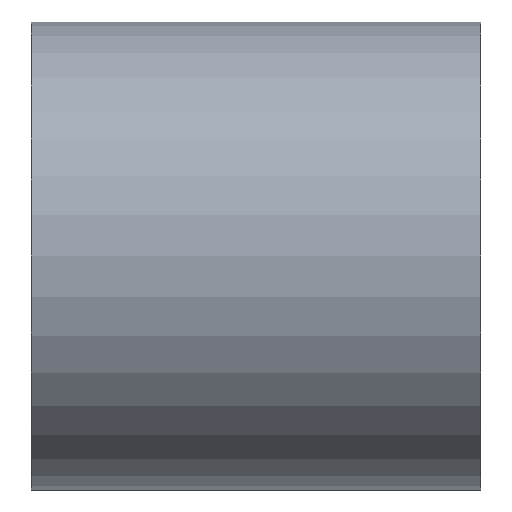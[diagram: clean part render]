
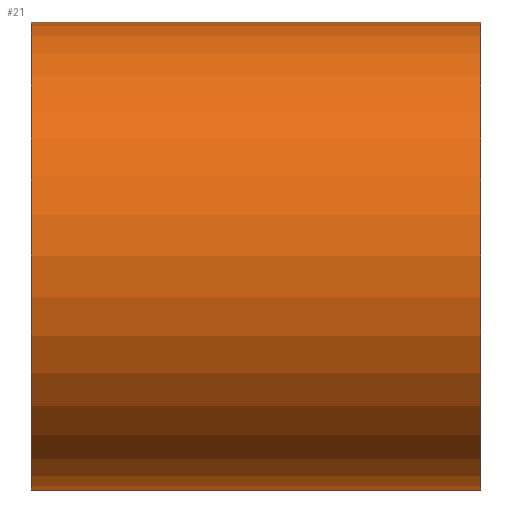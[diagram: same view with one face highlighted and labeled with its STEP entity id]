
A CAD part, left-side view. The second image highlights one B-rep face of the part: STEP entity #21.
In plain terms, the highlighted cylindrical face has radius 19 mm (diameter 38 mm), a partial arc.
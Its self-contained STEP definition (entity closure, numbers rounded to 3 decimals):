
#11 = CYLINDRICAL_SURFACE ( 'NONE', #20, 19. ) ;
#16 = LINE ( 'NONE', #179, #111 ) ;
#20 = AXIS2_PLACEMENT_3D ( 'NONE', #169, #108, #207 ) ;
#21 = ADVANCED_FACE ( 'NONE', ( #109 ), #11, .T. ) ;
#31 = CIRCLE ( 'NONE', #203, 19. ) ;
#36 = EDGE_CURVE ( 'NONE', #60, #114, #31, .T. ) ;
#42 = EDGE_CURVE ( 'NONE', #60, #209, #149, .T. ) ;
#51 = CARTESIAN_POINT ( 'NONE',  ( 0., 36.5, 19. ) ) ;
#55 = CARTESIAN_POINT ( 'NONE',  ( 0., 0., -19. ) ) ;
#60 = VERTEX_POINT ( 'NONE', #180 ) ;
#62 = CARTESIAN_POINT ( 'NONE',  ( 0., 36.5, 0. ) ) ;
#65 = EDGE_LOOP ( 'NONE', ( #130, #141, #76, #90 ) ) ;
#68 = DIRECTION ( 'NONE',  ( 0., -1., 0. ) ) ;
#69 = CARTESIAN_POINT ( 'NONE',  ( 0., 0., 19. ) ) ;
#76 = ORIENTED_EDGE ( 'NONE', *, *, #42, .T. ) ;
#79 = CIRCLE ( 'NONE', #138, 19. ) ;
#82 = DIRECTION ( 'NONE',  ( 0., -1., 0. ) ) ;
#90 = ORIENTED_EDGE ( 'NONE', *, *, #101, .T. ) ;
#93 = VECTOR ( 'NONE', #82, 1000. ) ;
#101 = EDGE_CURVE ( 'NONE', #209, #155, #79, .T. ) ;
#108 = DIRECTION ( 'NONE',  ( 0., -1., 0. ) ) ;
#109 = FACE_OUTER_BOUND ( 'NONE', #65, .T. ) ;
#111 = VECTOR ( 'NONE', #68, 1000. ) ;
#114 = VERTEX_POINT ( 'NONE', #51 ) ;
#115 = DIRECTION ( 'NONE',  ( 0., 1., 0. ) ) ;
#130 = ORIENTED_EDGE ( 'NONE', *, *, #153, .F. ) ;
#138 = AXIS2_PLACEMENT_3D ( 'NONE', #150, #115, #161 ) ;
#141 = ORIENTED_EDGE ( 'NONE', *, *, #36, .F. ) ;
#146 = DIRECTION ( 'NONE',  ( 0., 1., 0. ) ) ;
#149 = LINE ( 'NONE', #160, #93 ) ;
#150 = CARTESIAN_POINT ( 'NONE',  ( 0., 0., 0. ) ) ;
#153 = EDGE_CURVE ( 'NONE', #114, #155, #16, .T. ) ;
#155 = VERTEX_POINT ( 'NONE', #69 ) ;
#160 = CARTESIAN_POINT ( 'NONE',  ( 0., 36.5, -19. ) ) ;
#161 = DIRECTION ( 'NONE',  ( 0., 0., 1. ) ) ;
#169 = CARTESIAN_POINT ( 'NONE',  ( 0., 36.5, 0. ) ) ;
#179 = CARTESIAN_POINT ( 'NONE',  ( 0., 36.5, 19. ) ) ;
#180 = CARTESIAN_POINT ( 'NONE',  ( 0., 36.5, -19. ) ) ;
#189 = DIRECTION ( 'NONE',  ( 0., 0., 1. ) ) ;
#203 = AXIS2_PLACEMENT_3D ( 'NONE', #62, #146, #189 ) ;
#207 = DIRECTION ( 'NONE',  ( 0., 0., -1. ) ) ;
#209 = VERTEX_POINT ( 'NONE', #55 ) ;
